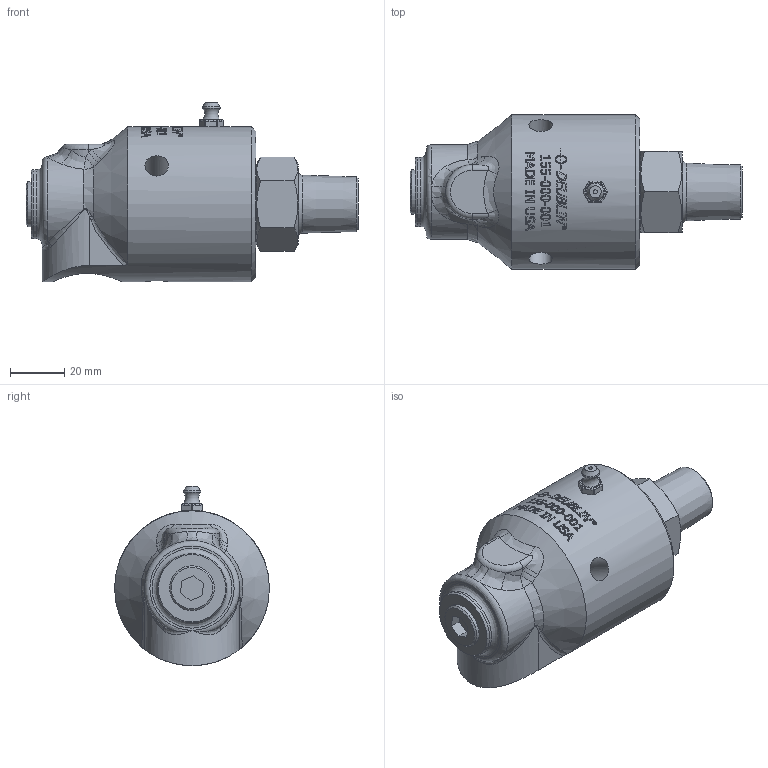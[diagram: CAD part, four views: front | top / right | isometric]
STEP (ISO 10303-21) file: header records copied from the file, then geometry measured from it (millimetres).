
FILE_DESCRIPTION((''),'2;1');
FILE_NAME('Matt''155-000-001-IC.stp','2008-08-20T13:31:21',('jakymiwm'),(''),'Autodesk Inventor 2008','Autodesk Inventor 2008','');
FILE_SCHEMA(('AUTOMOTIVE_DESIGN { 1 0 10303 214 1 1 1 1 }'));
Length unit declared in the file: millimetre
Products named in the file (1): 155-000-001-IC
Bounding box: 122.2 x 57 x 65.97 mm (x, y, z)
Volume: 164803 mm3; surface area: 28776.5 mm2
Topology: 1 solids, 1 shells, 593 faces, 1554 edges, 1006 vertices
Faces by surface type: plane 274, bspline 213, cylinder 85, cone 10, sphere 6, torus 5
Full cylindrical faces by diameter (mm): 8.6 x3, 16.5 x1, 25.4 x2, 27.9 x1, 57 x1
Entity records: 24077 total; most frequent: CARTESIAN_POINT 10140, ORIENTED_EDGE 3002, DIRECTION 2310, EDGE_CURVE 1501, VERTEX_POINT 990, AXIS2_PLACEMENT_3D 855, EDGE_LOOP 685, VECTOR 600
